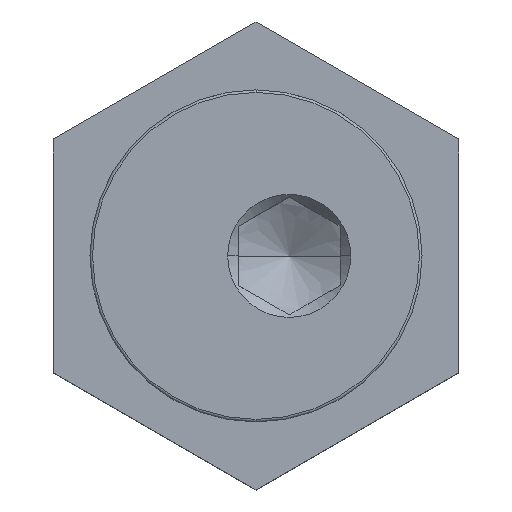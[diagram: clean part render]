
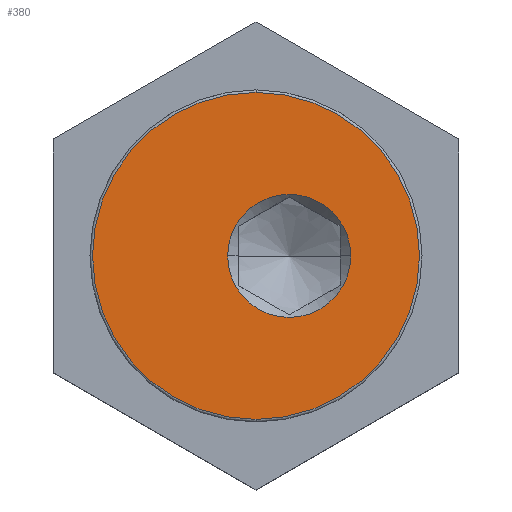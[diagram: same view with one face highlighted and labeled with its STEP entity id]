
A CAD part, top view. The second image highlights one B-rep face of the part: STEP entity #380.
In plain terms, the highlighted planar face has unit normal (0, 0, 1).
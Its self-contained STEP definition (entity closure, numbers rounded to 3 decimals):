
#228=VERTEX_POINT('',#587);
#238=VERTEX_POINT('',#597);
#244=EDGE_CURVE('',#486,#410,#603,.T.);
#282=VERTEX_POINT('',#647);
#306=EDGE_CURVE('',#228,#238,#673,.T.);
#380=ADVANCED_FACE('',(#761,#762),#763,.T.);
#410=VERTEX_POINT('',#796);
#422=EDGE_CURVE('',#410,#486,#810,.T.);
#424=EDGE_CURVE('',#238,#282,#812,.T.);
#426=EDGE_CURVE('',#282,#228,#814,.T.);
#486=VERTEX_POINT('',#879);
#587=CARTESIAN_POINT('',(5.1,0.,4.7));
#597=CARTESIAN_POINT('',(-1.3,-6.4,4.7));
#603=CIRCLE('',#1048,2.41);
#647=CARTESIAN_POINT('',(-1.3,6.4,4.7));
#673=CIRCLE('',#1159,6.4);
#761=FACE_BOUND('',#1309,.T.);
#762=FACE_OUTER_BOUND('',#1310,.T.);
#763=PLANE('',#1311);
#796=CARTESIAN_POINT('',(-2.41,0.,4.7));
#810=CIRCLE('',#1399,2.41);
#812=CIRCLE('',#1402,6.4);
#814=CIRCLE('',#1405,6.4);
#879=CARTESIAN_POINT('',(2.41,0.0,4.7));
#1048=AXIS2_PLACEMENT_3D('',#1603,#1604,#1605);
#1159=AXIS2_PLACEMENT_3D('',#1673,#1674,#1675);
#1309=EDGE_LOOP('',(#1805,#1806));
#1310=EDGE_LOOP('',(#1807,#1808,#1809));
#1311=AXIS2_PLACEMENT_3D('',#1810,#1811,#1812);
#1399=AXIS2_PLACEMENT_3D('',#1866,#1867,#1868);
#1402=AXIS2_PLACEMENT_3D('',#1869,#1870,#1871);
#1405=AXIS2_PLACEMENT_3D('',#1872,#1873,#1874);
#1603=CARTESIAN_POINT('',(0.0,0.,4.7));
#1604=DIRECTION('',(0.0,0.,-1.0));
#1605=DIRECTION('',(1.0,0.0,0.0));
#1673=CARTESIAN_POINT('',(-1.3,0.,4.7));
#1674=DIRECTION('',(0.0,0.,-1.0));
#1675=DIRECTION('',(1.0,0.0,0.0));
#1805=ORIENTED_EDGE('',*,*,#244,.T.);
#1806=ORIENTED_EDGE('',*,*,#422,.T.);
#1807=ORIENTED_EDGE('',*,*,#306,.F.);
#1808=ORIENTED_EDGE('',*,*,#426,.F.);
#1809=ORIENTED_EDGE('',*,*,#424,.F.);
#1810=CARTESIAN_POINT('',(1.5,0.,4.7));
#1811=DIRECTION('',(0.0,0.,1.0));
#1812=DIRECTION('',(-1.0,0.0,0.0));
#1866=CARTESIAN_POINT('',(0.0,0.,4.7));
#1867=DIRECTION('',(0.0,0.,-1.0));
#1868=DIRECTION('',(1.0,0.0,0.0));
#1869=CARTESIAN_POINT('',(-1.3,0.,4.7));
#1870=DIRECTION('',(0.0,0.,-1.0));
#1871=DIRECTION('',(1.0,0.0,0.0));
#1872=CARTESIAN_POINT('',(-1.3,0.,4.7));
#1873=DIRECTION('',(0.0,0.,-1.0));
#1874=DIRECTION('',(1.0,0.0,0.0));
